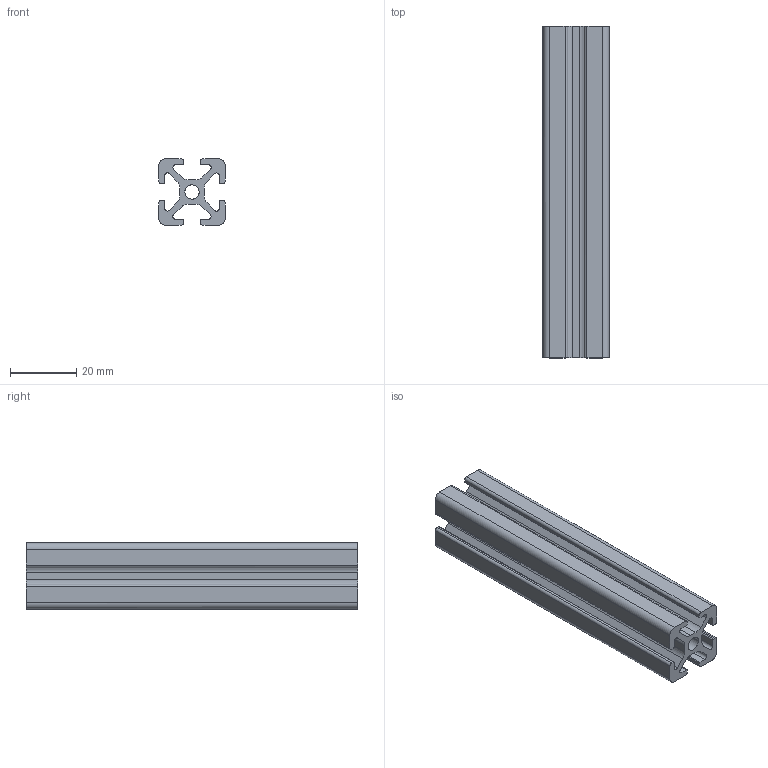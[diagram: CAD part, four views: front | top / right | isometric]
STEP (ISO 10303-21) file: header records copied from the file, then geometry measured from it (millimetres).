
FILE_DESCRIPTION(/* description */ (''),/* implementation_level */ '2;1');
FILE_NAME(/* name */ 'ALUMIN~1',/* time_stamp */ '2019-12-31T16:03:58+01:00',/* author */ (''),/* organization */ (''),/* preprocessor_version */ 'ST-DEVELOPER v16.5',/* originating_system */ '',/* authorisation */ '');
FILE_SCHEMA (('AUTOMOTIVE_DESIGN'));
Length unit declared in the file: millimetre
Products named in the file (1): Document
Bounding box: 20 x 100 x 20 mm (x, y, z)
Volume: 18381.5 mm3; surface area: 17279.5 mm2
Topology: 1 solids, 1 shells, 76 faces, 222 edges, 148 vertices
Faces by surface type: bspline 38, plane 38
Entity records: 2772 total; most frequent: CARTESIAN_POINT 1432, ORIENTED_EDGE 444, EDGE_CURVE 222, VERTEX_POINT 148, B_SPLINE_CURVE_WITH_KNOTS 146, EDGE_LOOP 78, ADVANCED_FACE 76, FACE_OUTER_BOUND 76
